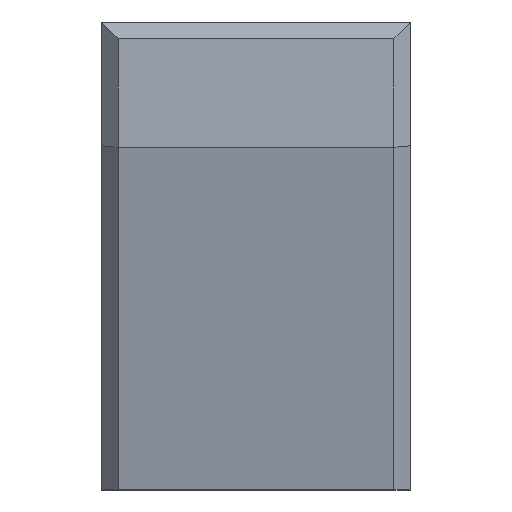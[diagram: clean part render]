
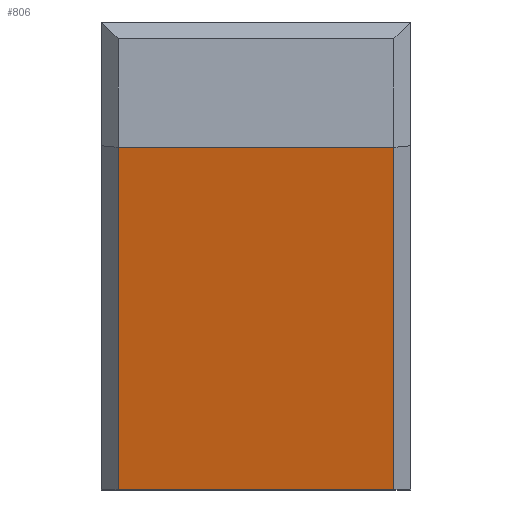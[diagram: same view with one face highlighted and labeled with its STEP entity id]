
A CAD part, left-side view. The second image highlights one B-rep face of the part: STEP entity #806.
In plain terms, the highlighted planar face has unit normal (-0.982, 0, -0.192).
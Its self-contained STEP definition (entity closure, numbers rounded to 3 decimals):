
#92=FACE_OUTER_BOUND('',#137,.T.);
#137=EDGE_LOOP('',(#584,#585,#586,#587));
#202=LINE('',#1191,#282);
#211=LINE('',#1210,#291);
#218=LINE('',#1222,#298);
#219=LINE('',#1224,#299);
#282=VECTOR('',#960,10.);
#291=VECTOR('',#973,10.);
#298=VECTOR('',#986,10.);
#299=VECTOR('',#989,10.);
#356=VERTEX_POINT('',#1189);
#357=VERTEX_POINT('',#1190);
#363=VERTEX_POINT('',#1203);
#365=VERTEX_POINT('',#1209);
#435=EDGE_CURVE('',#356,#357,#202,.T.);
#444=EDGE_CURVE('',#365,#363,#211,.T.);
#451=EDGE_CURVE('',#363,#356,#218,.T.);
#452=EDGE_CURVE('',#365,#357,#219,.T.);
#584=ORIENTED_EDGE('',*,*,#435,.T.);
#585=ORIENTED_EDGE('',*,*,#452,.F.);
#586=ORIENTED_EDGE('',*,*,#444,.T.);
#587=ORIENTED_EDGE('',*,*,#451,.T.);
#775=PLANE('',#865);
#806=ADVANCED_FACE('',(#92),#775,.F.);
#865=AXIS2_PLACEMENT_3D('',#1223,#987,#988);
#960=DIRECTION('',(0.192,0.,-0.981));
#973=DIRECTION('',(-0.192,0.,0.981));
#986=DIRECTION('',(0.,1.,0.));
#987=DIRECTION('center_axis',(0.981,0.,0.192));
#988=DIRECTION('ref_axis',(0.192,0.,-0.981));
#989=DIRECTION('',(0.,1.,0.));
#1189=CARTESIAN_POINT('',(-38.,35.,-34.));
#1190=CARTESIAN_POINT('',(-30.,35.,-75.));
#1191=CARTESIAN_POINT('',(-36.081,35.,-43.833));
#1203=CARTESIAN_POINT('',(-38.,2.,-34.));
#1209=CARTESIAN_POINT('',(-30.,2.,-75.));
#1210=CARTESIAN_POINT('',(-36.081,2.,-43.833));
#1222=CARTESIAN_POINT('',(-38.,0.,-34.));
#1223=CARTESIAN_POINT('Origin',(-38.,0.,-34.));
#1224=CARTESIAN_POINT('',(-30.,0.,-75.));
